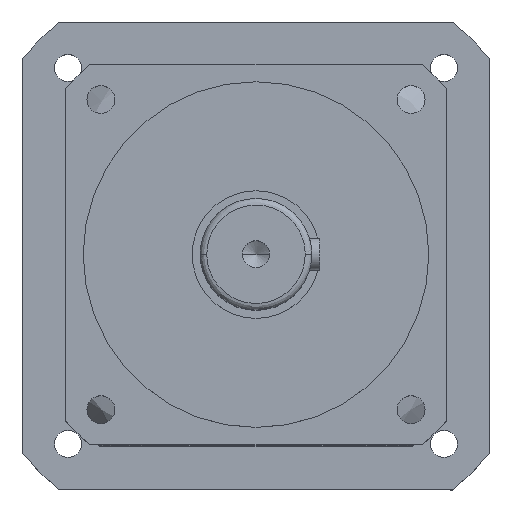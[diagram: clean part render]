
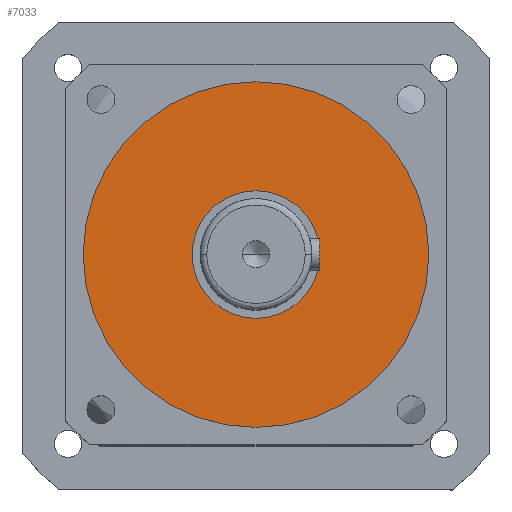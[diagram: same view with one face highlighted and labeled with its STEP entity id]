
A CAD part, top view. The second image highlights one B-rep face of the part: STEP entity #7033.
In plain terms, the highlighted planar face has unit normal (0, 0, 1).
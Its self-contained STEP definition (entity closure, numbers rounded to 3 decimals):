
#2268 = CARTESIAN_POINT ( 'NONE',  ( 0., 0., 296. ) ) ;
#2751 = DIRECTION ( 'NONE',  ( 0., 0., 1. ) ) ;
#3141 = CARTESIAN_POINT ( 'NONE',  ( 0., 0., 296. ) ) ;
#4230 = ORIENTED_EDGE ( 'NONE', *, *, #11360, .F. ) ;
#4647 = VERTEX_POINT ( 'NONE', #5698 ) ;
#4844 = CIRCLE ( 'NONE', #8644, 65. ) ;
#5698 = CARTESIAN_POINT ( 'NONE',  ( -65., 0., 296. ) ) ;
#6222 = DIRECTION ( 'NONE',  ( 0., 0., -1. ) ) ;
#7016 = DIRECTION ( 'NONE',  ( 0., 0., -1. ) ) ;
#7033 = ADVANCED_FACE ( 'NONE', ( #7764 ), #12499, .T. ) ;
#7764 = FACE_OUTER_BOUND ( 'NONE', #9314, .T. ) ;
#8092 = ORIENTED_EDGE ( 'NONE', *, *, #11346, .F. ) ;
#8476 = VERTEX_POINT ( 'NONE', #8815 ) ;
#8644 = AXIS2_PLACEMENT_3D ( 'NONE', #2268, #7016, #8977 ) ;
#8815 = CARTESIAN_POINT ( 'NONE',  ( 65., 0., 296. ) ) ;
#8977 = DIRECTION ( 'NONE',  ( 1., 0., 0. ) ) ;
#9110 = AXIS2_PLACEMENT_3D ( 'NONE', #10495, #2751, #10444 ) ;
#9314 = EDGE_LOOP ( 'NONE', ( #4230, #8092 ) ) ;
#10444 = DIRECTION ( 'NONE',  ( 1., 0., 0. ) ) ;
#10495 = CARTESIAN_POINT ( 'NONE',  ( 0., 0., 296. ) ) ;
#11346 = EDGE_CURVE ( 'NONE', #4647, #8476, #11387, .T. ) ;
#11360 = EDGE_CURVE ( 'NONE', #8476, #4647, #4844, .T. ) ;
#11387 = CIRCLE ( 'NONE', #12253, 65. ) ;
#11965 = DIRECTION ( 'NONE',  ( 1., 0., 0. ) ) ;
#12253 = AXIS2_PLACEMENT_3D ( 'NONE', #3141, #6222, #11965 ) ;
#12499 = PLANE ( 'NONE',  #9110 ) ;
